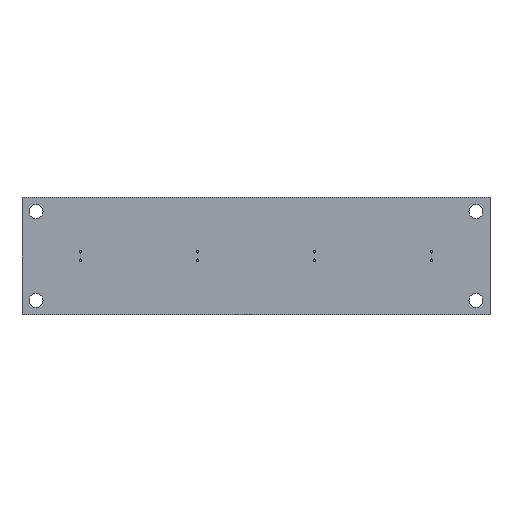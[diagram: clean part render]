
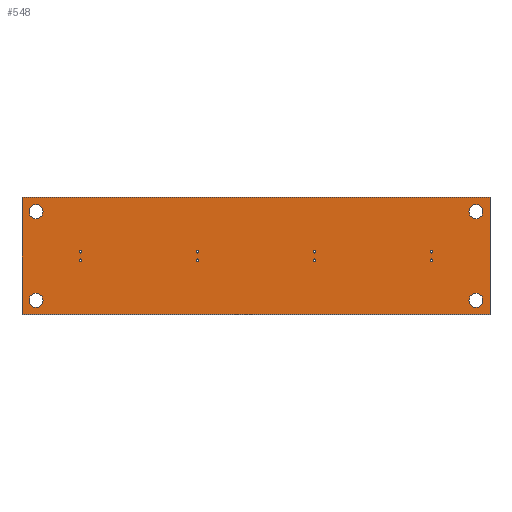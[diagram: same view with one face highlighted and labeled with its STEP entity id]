
A CAD part, top view. The second image highlights one B-rep face of the part: STEP entity #548.
In plain terms, the highlighted planar face has unit normal (0, 0, 1).
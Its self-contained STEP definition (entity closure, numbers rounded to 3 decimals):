
#33 = VERTEX_POINT('',#34);
#34 = CARTESIAN_POINT('',(0.,0.,0.));
#51 = VERTEX_POINT('',#52);
#52 = CARTESIAN_POINT('',(100.,0.,0.));
#58 = EDGE_CURVE('',#33,#51,#59,.T.);
#59 = LINE('',#60,#61);
#60 = CARTESIAN_POINT('',(0.,0.,0.));
#61 = VECTOR('',#62,1.);
#62 = DIRECTION('',(1.,0.,0.));
#82 = VERTEX_POINT('',#83);
#83 = CARTESIAN_POINT('',(100.,25.,0.));
#89 = EDGE_CURVE('',#51,#82,#90,.T.);
#90 = LINE('',#91,#92);
#91 = CARTESIAN_POINT('',(100.,0.,0.));
#92 = VECTOR('',#93,1.);
#93 = DIRECTION('',(0.,1.,0.));
#113 = VERTEX_POINT('',#114);
#114 = CARTESIAN_POINT('',(0.,25.,0.));
#120 = EDGE_CURVE('',#82,#113,#121,.T.);
#121 = LINE('',#122,#123);
#122 = CARTESIAN_POINT('',(100.,25.,0.));
#123 = VECTOR('',#124,1.);
#124 = DIRECTION('',(-1.,0.,0.));
#142 = EDGE_CURVE('',#113,#33,#143,.T.);
#143 = LINE('',#144,#145);
#144 = CARTESIAN_POINT('',(0.,25.,0.));
#145 = VECTOR('',#146,1.);
#146 = DIRECTION('',(0.,-1.,0.));
#157 = VERTEX_POINT('',#158);
#158 = CARTESIAN_POINT('',(4.5,3.,0.));
#174 = EDGE_CURVE('',#157,#157,#175,.T.);
#175 = CIRCLE('',#176,1.5);
#176 = AXIS2_PLACEMENT_3D('',#177,#178,#179);
#177 = CARTESIAN_POINT('',(3.,3.,0.));
#178 = DIRECTION('',(0.,0.,-1.));
#179 = DIRECTION('',(1.,0.,0.));
#190 = VERTEX_POINT('',#191);
#191 = CARTESIAN_POINT('',(4.5,22.,0.));
#207 = EDGE_CURVE('',#190,#190,#208,.T.);
#208 = CIRCLE('',#209,1.5);
#209 = AXIS2_PLACEMENT_3D('',#210,#211,#212);
#210 = CARTESIAN_POINT('',(3.,22.,0.));
#211 = DIRECTION('',(0.,0.,-1.));
#212 = DIRECTION('',(1.,0.,0.));
#223 = VERTEX_POINT('',#224);
#224 = CARTESIAN_POINT('',(98.5,22.,0.));
#240 = EDGE_CURVE('',#223,#223,#241,.T.);
#241 = CIRCLE('',#242,1.5);
#242 = AXIS2_PLACEMENT_3D('',#243,#244,#245);
#243 = CARTESIAN_POINT('',(97.,22.,0.));
#244 = DIRECTION('',(0.,0.,-1.));
#245 = DIRECTION('',(1.,0.,0.));
#256 = VERTEX_POINT('',#257);
#257 = CARTESIAN_POINT('',(98.5,3.,0.));
#273 = EDGE_CURVE('',#256,#256,#274,.T.);
#274 = CIRCLE('',#275,1.5);
#275 = AXIS2_PLACEMENT_3D('',#276,#277,#278);
#276 = CARTESIAN_POINT('',(97.,3.,0.));
#277 = DIRECTION('',(0.,0.,-1.));
#278 = DIRECTION('',(1.,0.,0.));
#289 = VERTEX_POINT('',#290);
#290 = CARTESIAN_POINT('',(87.818,13.453,0.));
#306 = EDGE_CURVE('',#289,#289,#307,.T.);
#307 = CIRCLE('',#308,0.318);
#308 = AXIS2_PLACEMENT_3D('',#309,#310,#311);
#309 = CARTESIAN_POINT('',(87.5,13.453,0.));
#310 = DIRECTION('',(0.,0.,-1.));
#311 = DIRECTION('',(1.,0.,0.));
#322 = VERTEX_POINT('',#323);
#323 = CARTESIAN_POINT('',(87.818,11.548,0.));
#339 = EDGE_CURVE('',#322,#322,#340,.T.);
#340 = CIRCLE('',#341,0.318);
#341 = AXIS2_PLACEMENT_3D('',#342,#343,#344);
#342 = CARTESIAN_POINT('',(87.5,11.548,0.));
#343 = DIRECTION('',(0.,0.,-1.));
#344 = DIRECTION('',(1.,0.,0.));
#355 = VERTEX_POINT('',#356);
#356 = CARTESIAN_POINT('',(62.818,13.453,0.));
#372 = EDGE_CURVE('',#355,#355,#373,.T.);
#373 = CIRCLE('',#374,0.318);
#374 = AXIS2_PLACEMENT_3D('',#375,#376,#377);
#375 = CARTESIAN_POINT('',(62.5,13.453,0.));
#376 = DIRECTION('',(0.,0.,-1.));
#377 = DIRECTION('',(1.,0.,0.));
#388 = VERTEX_POINT('',#389);
#389 = CARTESIAN_POINT('',(62.818,11.548,0.));
#405 = EDGE_CURVE('',#388,#388,#406,.T.);
#406 = CIRCLE('',#407,0.318);
#407 = AXIS2_PLACEMENT_3D('',#408,#409,#410);
#408 = CARTESIAN_POINT('',(62.5,11.548,0.));
#409 = DIRECTION('',(0.,0.,-1.));
#410 = DIRECTION('',(1.,0.,0.));
#421 = VERTEX_POINT('',#422);
#422 = CARTESIAN_POINT('',(37.818,13.453,0.));
#438 = EDGE_CURVE('',#421,#421,#439,.T.);
#439 = CIRCLE('',#440,0.318);
#440 = AXIS2_PLACEMENT_3D('',#441,#442,#443);
#441 = CARTESIAN_POINT('',(37.5,13.453,0.));
#442 = DIRECTION('',(0.,0.,-1.));
#443 = DIRECTION('',(1.,0.,0.));
#454 = VERTEX_POINT('',#455);
#455 = CARTESIAN_POINT('',(37.818,11.548,0.));
#471 = EDGE_CURVE('',#454,#454,#472,.T.);
#472 = CIRCLE('',#473,0.318);
#473 = AXIS2_PLACEMENT_3D('',#474,#475,#476);
#474 = CARTESIAN_POINT('',(37.5,11.548,0.));
#475 = DIRECTION('',(0.,0.,-1.));
#476 = DIRECTION('',(1.,0.,0.));
#487 = VERTEX_POINT('',#488);
#488 = CARTESIAN_POINT('',(12.818,13.453,0.));
#504 = EDGE_CURVE('',#487,#487,#505,.T.);
#505 = CIRCLE('',#506,0.318);
#506 = AXIS2_PLACEMENT_3D('',#507,#508,#509);
#507 = CARTESIAN_POINT('',(12.5,13.453,0.));
#508 = DIRECTION('',(0.,0.,-1.));
#509 = DIRECTION('',(1.,0.,0.));
#520 = VERTEX_POINT('',#521);
#521 = CARTESIAN_POINT('',(12.818,11.548,0.));
#537 = EDGE_CURVE('',#520,#520,#538,.T.);
#538 = CIRCLE('',#539,0.318);
#539 = AXIS2_PLACEMENT_3D('',#540,#541,#542);
#540 = CARTESIAN_POINT('',(12.5,11.548,0.));
#541 = DIRECTION('',(0.,0.,-1.));
#542 = DIRECTION('',(1.,0.,0.));
#548 = ADVANCED_FACE('',(#549,#555,#558,#561,#564,#567,#570,#573,#576,
    #579,#582,#585,#588),#591,.F.);
#549 = FACE_BOUND('',#550,.T.);
#550 = EDGE_LOOP('',(#551,#552,#553,#554));
#551 = ORIENTED_EDGE('',*,*,#58,.T.);
#552 = ORIENTED_EDGE('',*,*,#89,.T.);
#553 = ORIENTED_EDGE('',*,*,#120,.T.);
#554 = ORIENTED_EDGE('',*,*,#142,.T.);
#555 = FACE_BOUND('',#556,.T.);
#556 = EDGE_LOOP('',(#557));
#557 = ORIENTED_EDGE('',*,*,#174,.T.);
#558 = FACE_BOUND('',#559,.T.);
#559 = EDGE_LOOP('',(#560));
#560 = ORIENTED_EDGE('',*,*,#207,.T.);
#561 = FACE_BOUND('',#562,.T.);
#562 = EDGE_LOOP('',(#563));
#563 = ORIENTED_EDGE('',*,*,#240,.T.);
#564 = FACE_BOUND('',#565,.T.);
#565 = EDGE_LOOP('',(#566));
#566 = ORIENTED_EDGE('',*,*,#273,.T.);
#567 = FACE_BOUND('',#568,.T.);
#568 = EDGE_LOOP('',(#569));
#569 = ORIENTED_EDGE('',*,*,#306,.T.);
#570 = FACE_BOUND('',#571,.T.);
#571 = EDGE_LOOP('',(#572));
#572 = ORIENTED_EDGE('',*,*,#339,.T.);
#573 = FACE_BOUND('',#574,.T.);
#574 = EDGE_LOOP('',(#575));
#575 = ORIENTED_EDGE('',*,*,#372,.T.);
#576 = FACE_BOUND('',#577,.T.);
#577 = EDGE_LOOP('',(#578));
#578 = ORIENTED_EDGE('',*,*,#405,.T.);
#579 = FACE_BOUND('',#580,.T.);
#580 = EDGE_LOOP('',(#581));
#581 = ORIENTED_EDGE('',*,*,#438,.T.);
#582 = FACE_BOUND('',#583,.T.);
#583 = EDGE_LOOP('',(#584));
#584 = ORIENTED_EDGE('',*,*,#471,.T.);
#585 = FACE_BOUND('',#586,.T.);
#586 = EDGE_LOOP('',(#587));
#587 = ORIENTED_EDGE('',*,*,#504,.T.);
#588 = FACE_BOUND('',#589,.T.);
#589 = EDGE_LOOP('',(#590));
#590 = ORIENTED_EDGE('',*,*,#537,.T.);
#591 = PLANE('',#592);
#592 = AXIS2_PLACEMENT_3D('',#593,#594,#595);
#593 = CARTESIAN_POINT('',(0.,0.,0.));
#594 = DIRECTION('',(0.,0.,-1.));
#595 = DIRECTION('',(-1.,0.,0.));
